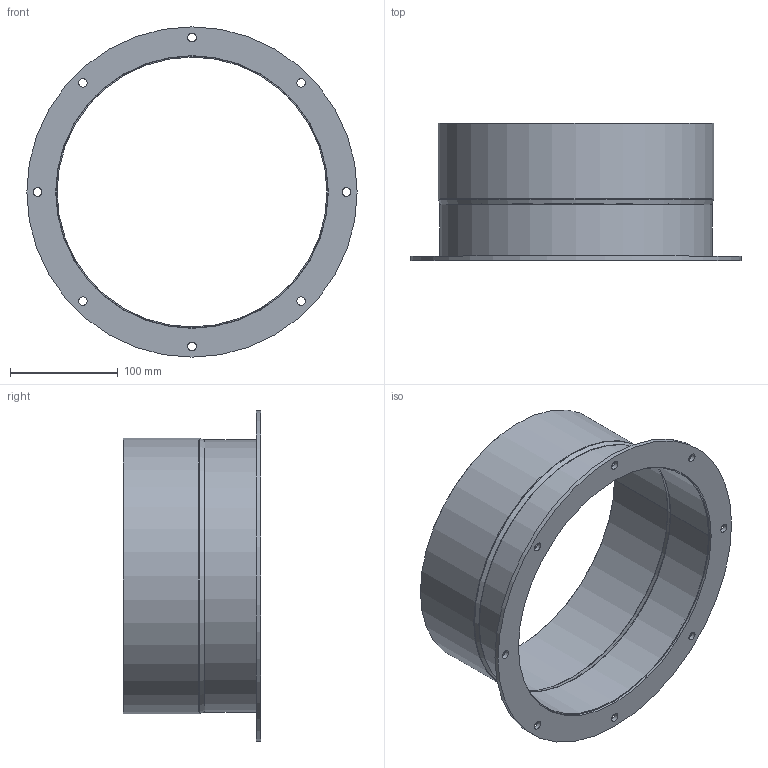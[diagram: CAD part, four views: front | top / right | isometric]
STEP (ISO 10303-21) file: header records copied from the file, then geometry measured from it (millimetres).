
FILE_DESCRIPTION(/* description */ ('Rörämne imkanal'),/* implementation_level */ '2;1');
FILE_NAME(/* name */ 'HSKFMH-04.stp',/* time_stamp */ '2015-07-10T13:27:16+02:00',/* author */ ('John'),/* organization */ (''),/* preprocessor_version */ 'ST-DEVELOPER v15.6',/* originating_system */ 'Autodesk Inventor 2015',/* authorisation */ '');
FILE_SCHEMA (('AUTOMOTIVE_DESIGN { 1 0 10303 214 3 1 1 }'));
Length unit declared in the file: millimetre
Products named in the file (3): HSKFMH-AA-04; HFSH-250; HSKFMH-04
Assembly tree (2 placements, depth 2):
  HSKFMH-04
    HSKFMH-AA-04
    HFSH-250
Bounding box: 306 x 127 x 306 mm (x, y, z)
Volume: 191723.2 mm3; surface area: 254713.9 mm2
Topology: 2 solids, 2 shells, 34 faces, 74 edges, 44 vertices
Faces by surface type: plane 14, cylinder 14, torus 4, cone 2
Full cylindrical faces by diameter (mm): 8 x8, 252.5 x1, 306 x1
Entity records: 1010 total; most frequent: DIRECTION 182, CARTESIAN_POINT 147, ORIENTED_EDGE 128, AXIS2_PLACEMENT_3D 79, EDGE_CURVE 64, EDGE_LOOP 62, VERTEX_POINT 44, CIRCLE 40
